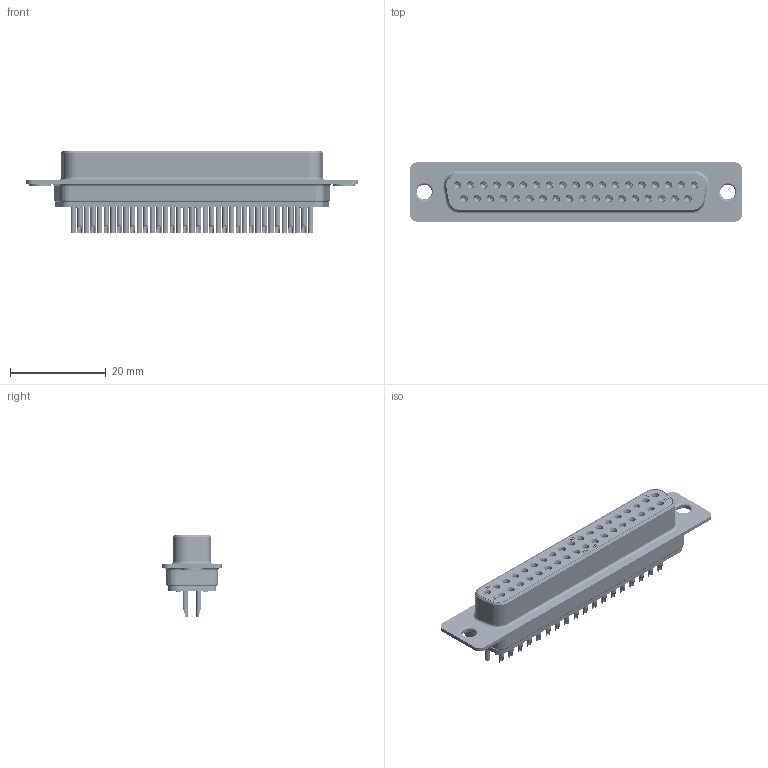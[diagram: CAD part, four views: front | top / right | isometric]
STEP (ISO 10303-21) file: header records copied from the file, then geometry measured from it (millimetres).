
FILE_DESCRIPTION(/* description */ ('Unknown'),/* implementation_level */ '2;1');
FILE_NAME(/* name */ '216613003',/* time_stamp */ '2019-04-12T17:47:52+08:00',/* author */ ('Unknown'),/* organization */ ('Unknown'),/* preprocessor_version */ 'ST-DEVELOPER v16.7',/* originating_system */ 'DEX',/* authorisation */ $);
FILE_SCHEMA (('AUTOMOTIVE_DESIGN {1 0 10303 214 3 1 1}'));
Length unit declared in the file: millimetre
Products named in the file (6): 216613003; N00639_BG; R+B00099_BG; R+B00157_BG; R+B00488_BG; N00744_BG
Assembly tree (41 placements, depth 2):
  216613003
    N00639_BG
    R+B00099_BG  x37
    R+B00157_BG
    R+B00488_BG
    N00744_BG
Bounding box: 69.5 x 12.4 x 17.3 mm (x, y, z)
Volume: 4436.6 mm3; surface area: 13572.4 mm2
Topology: 41 solids, 41 shells, 6721 faces, 16827 edges, 10325 vertices
Faces by surface type: plane 5574, cylinder 558, cone 337, bspline 154, torus 98
Full cylindrical faces by diameter (mm): 0.242 x2, 0.281 x2, 0.8 x37, 1.1 x37, 1.15 x37, 1.2 x37, 1.28 x37, 1.3 x37, 1.7 x37, 2 x74, 2.18 x37, 2.22 x74, 3.1 x2, 3.9 x2, 4.06 x2, 4.6 x2
Entity records: 35495 total; most frequent: CARTESIAN_POINT 12492, DIRECTION 4305, ORIENTED_EDGE 4232, EDGE_CURVE 2116, AXIS2_PLACEMENT_3D 1634, VERTEX_POINT 1499, FACE_BOUND 1455, EDGE_LOOP 1453
